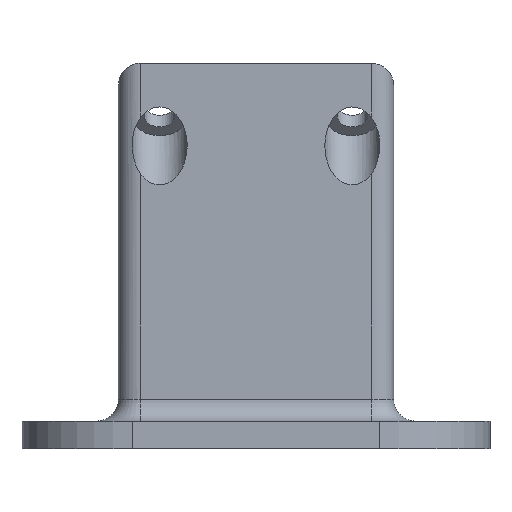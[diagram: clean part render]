
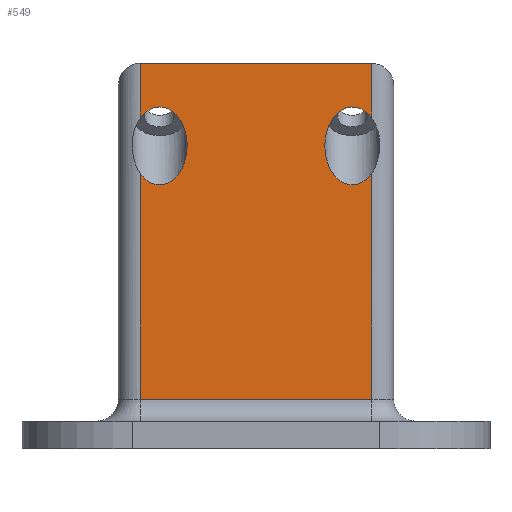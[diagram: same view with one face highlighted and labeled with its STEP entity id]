
A CAD part, front view. The second image highlights one B-rep face of the part: STEP entity #549.
In plain terms, the highlighted planar face has unit normal (0, -1, 0).
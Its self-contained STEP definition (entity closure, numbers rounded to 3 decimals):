
#26=PLANE('',#617);
#41=ELLIPSE('',#616,7.071,5.);
#42=ELLIPSE('',#618,7.071,5.);
#43=ELLIPSE('',#619,7.071,5.);
#45=LINE('',#864,#82);
#47=LINE('',#868,#84);
#48=LINE('',#900,#85);
#50=LINE('',#905,#87);
#51=LINE('',#907,#88);
#64=LINE('',#954,#101);
#82=VECTOR('',#667,10.);
#84=VECTOR('',#671,10.);
#85=VECTOR('',#684,10.);
#87=VECTOR('',#688,10.);
#88=VECTOR('',#691,10.);
#101=VECTOR('',#746,10.);
#152=FACE_OUTER_BOUND('',#184,.T.);
#184=EDGE_LOOP('',(#433,#434,#435,#436,#437,#438,#439,#440,#441));
#245=VERTEX_POINT('',#836);
#249=VERTEX_POINT('',#845);
#250=VERTEX_POINT('',#846);
#251=VERTEX_POINT('',#863);
#255=VERTEX_POINT('',#873);
#257=VERTEX_POINT('',#879);
#259=VERTEX_POINT('',#891);
#261=VERTEX_POINT('',#903);
#275=VERTEX_POINT('',#955);
#300=EDGE_CURVE('',#250,#251,#45,.T.);
#303=EDGE_CURVE('',#245,#249,#47,.T.);
#310=EDGE_CURVE('',#259,#255,#48,.T.);
#313=EDGE_CURVE('',#261,#257,#50,.T.);
#314=EDGE_CURVE('',#255,#245,#51,.T.);
#338=EDGE_CURVE('',#259,#257,#41,.T.);
#339=EDGE_CURVE('',#251,#261,#64,.T.);
#340=EDGE_CURVE('',#250,#275,#42,.T.);
#341=EDGE_CURVE('',#275,#249,#43,.T.);
#433=ORIENTED_EDGE('',*,*,#303,.F.);
#434=ORIENTED_EDGE('',*,*,#314,.F.);
#435=ORIENTED_EDGE('',*,*,#310,.F.);
#436=ORIENTED_EDGE('',*,*,#338,.T.);
#437=ORIENTED_EDGE('',*,*,#313,.F.);
#438=ORIENTED_EDGE('',*,*,#339,.F.);
#439=ORIENTED_EDGE('',*,*,#300,.F.);
#440=ORIENTED_EDGE('',*,*,#340,.T.);
#441=ORIENTED_EDGE('',*,*,#341,.T.);
#549=ADVANCED_FACE('',(#152),#26,.T.);
#616=AXIS2_PLACEMENT_3D('',#952,#742,#743);
#617=AXIS2_PLACEMENT_3D('',#953,#744,#745);
#618=AXIS2_PLACEMENT_3D('',#956,#747,#748);
#619=AXIS2_PLACEMENT_3D('',#957,#749,#750);
#667=DIRECTION('',(0.,0.,1.));
#671=DIRECTION('',(0.,0.,1.));
#684=DIRECTION('',(0.,0.,-1.));
#688=DIRECTION('',(0.,0.,-1.));
#691=DIRECTION('',(-1.,0.,0.));
#742=DIRECTION('center_axis',(0.,1.,0.));
#743=DIRECTION('ref_axis',(0.,0.,-1.));
#744=DIRECTION('center_axis',(0.,-1.,0.));
#745=DIRECTION('ref_axis',(1.,0.,0.));
#746=DIRECTION('',(1.,0.,0.));
#747=DIRECTION('center_axis',(0.,1.,0.));
#748=DIRECTION('ref_axis',(0.,0.,-1.));
#749=DIRECTION('center_axis',(0.,1.,0.));
#750=DIRECTION('ref_axis',(0.,0.,-1.));
#836=CARTESIAN_POINT('',(-21.,-7.5,9.));
#845=CARTESIAN_POINT('',(-21.,-7.5,49.95));
#846=CARTESIAN_POINT('',(-21.,-7.5,60.05));
#863=CARTESIAN_POINT('',(-21.,-7.5,70.));
#864=CARTESIAN_POINT('',(-21.,-7.5,0.));
#868=CARTESIAN_POINT('',(-21.,-7.5,0.));
#873=CARTESIAN_POINT('',(21.,-7.5,9.));
#879=CARTESIAN_POINT('',(21.,-7.5,60.05));
#891=CARTESIAN_POINT('',(21.,-7.5,49.95));
#900=CARTESIAN_POINT('',(21.,-7.5,0.));
#903=CARTESIAN_POINT('',(21.,-7.5,70.));
#905=CARTESIAN_POINT('',(21.,-7.5,0.));
#907=CARTESIAN_POINT('',(-12.5,-7.5,9.));
#952=CARTESIAN_POINT('Origin',(17.5,-7.5,55.));
#953=CARTESIAN_POINT('Origin',(-25.,-7.5,0.));
#954=CARTESIAN_POINT('',(25.,-7.5,70.));
#955=CARTESIAN_POINT('',(-12.5,-7.5,55.));
#956=CARTESIAN_POINT('Origin',(-17.5,-7.5,55.));
#957=CARTESIAN_POINT('Origin',(-17.5,-7.5,55.));
